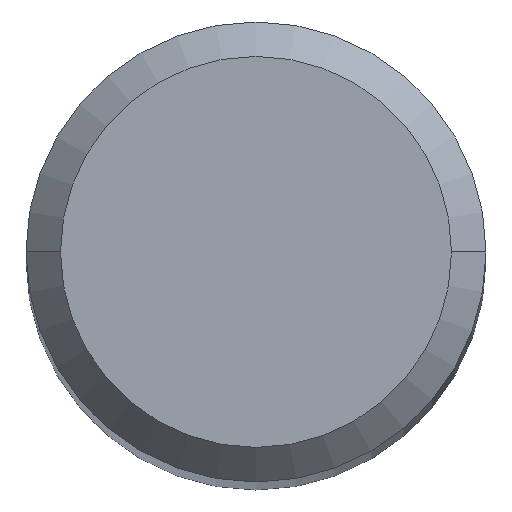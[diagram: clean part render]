
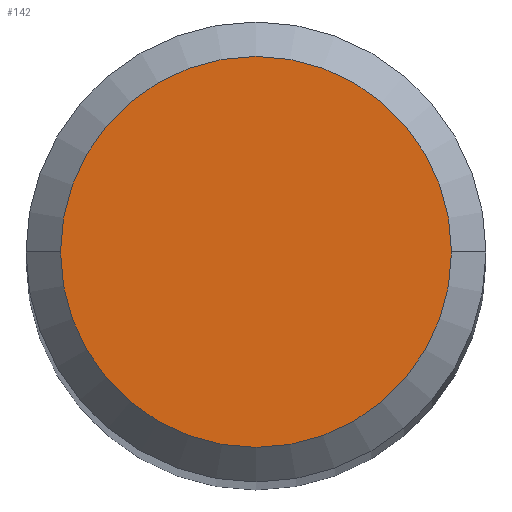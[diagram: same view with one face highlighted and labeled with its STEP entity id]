
A CAD part, top view. The second image highlights one B-rep face of the part: STEP entity #142.
In plain terms, the highlighted planar face has unit normal (0, 0, 1).
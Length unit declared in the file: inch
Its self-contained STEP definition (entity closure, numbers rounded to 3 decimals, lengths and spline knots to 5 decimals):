
#13 = EDGE_CURVE ( 'NONE', #257, #403, #395, .T. ) ;
#23 = FACE_OUTER_BOUND ( 'NONE', #126, .T. ) ;
#24 = CARTESIAN_POINT ( 'NONE',  ( 0.05019, 0., 0. ) ) ;
#59 = CARTESIAN_POINT ( 'NONE',  ( 0., 0., 0. ) ) ;
#98 = EDGE_CURVE ( 'NONE', #403, #257, #122, .T. ) ;
#116 = ORIENTED_EDGE ( 'NONE', *, *, #98, .T. ) ;
#122 = CIRCLE ( 'NONE', #251, 0.05019 ) ;
#126 = EDGE_LOOP ( 'NONE', ( #283, #116 ) ) ;
#142 = ADVANCED_FACE ( 'NONE', ( #23 ), #181, .F. ) ;
#143 = AXIS2_PLACEMENT_3D ( 'NONE', #481, #264, #389 ) ;
#148 = DIRECTION ( 'NONE',  ( 0., 0., 1. ) ) ;
#181 = PLANE ( 'NONE',  #143 ) ;
#213 = DIRECTION ( 'NONE',  ( 0., 0., 1. ) ) ;
#251 = AXIS2_PLACEMENT_3D ( 'NONE', #419, #148, #381 ) ;
#257 = VERTEX_POINT ( 'NONE', #399 ) ;
#264 = DIRECTION ( 'NONE',  ( 0., 0., -1. ) ) ;
#283 = ORIENTED_EDGE ( 'NONE', *, *, #13, .T. ) ;
#340 = AXIS2_PLACEMENT_3D ( 'NONE', #59, #213, #370 ) ;
#370 = DIRECTION ( 'NONE',  ( 1., 0., 0. ) ) ;
#381 = DIRECTION ( 'NONE',  ( 1., 0., 0. ) ) ;
#389 = DIRECTION ( 'NONE',  ( -1., 0., 0. ) ) ;
#395 = CIRCLE ( 'NONE', #340, 0.05019 ) ;
#399 = CARTESIAN_POINT ( 'NONE',  ( -0.05019, 0., 0. ) ) ;
#403 = VERTEX_POINT ( 'NONE', #24 ) ;
#419 = CARTESIAN_POINT ( 'NONE',  ( 0., 0., 0. ) ) ;
#481 = CARTESIAN_POINT ( 'NONE',  ( 0., 0., 0. ) ) ;
